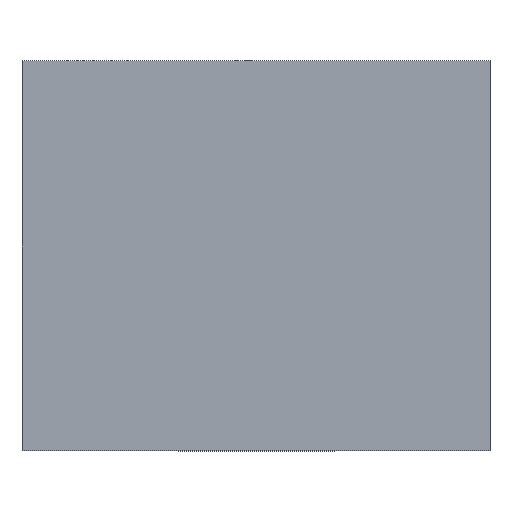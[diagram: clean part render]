
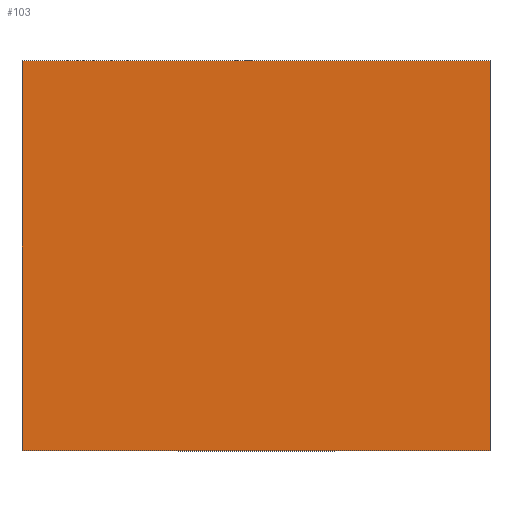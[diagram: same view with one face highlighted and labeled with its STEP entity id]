
A CAD part, top view. The second image highlights one B-rep face of the part: STEP entity #103.
In plain terms, the highlighted planar face has unit normal (0, 0, 1).
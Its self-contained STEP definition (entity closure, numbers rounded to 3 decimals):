
#103=ADVANCED_FACE('',(#183),#185,.T.);
#183=FACE_BOUND('',#184,.T.);
#184=EDGE_LOOP('',(#238,#239,#240,#241));
#185=PLANE('',#186);
#186=AXIS2_PLACEMENT_3D('',#187,#188,#189);
#187=CARTESIAN_POINT('',(-3.,0.,3.));
#188=DIRECTION('',(0.,0.,1.));
#189=DIRECTION('',(1.,0.,0.));
#238=ORIENTED_EDGE('',*,*,#282,.T.);
#239=ORIENTED_EDGE('',*,*,#283,.T.);
#240=ORIENTED_EDGE('',*,*,#284,.F.);
#241=ORIENTED_EDGE('',*,*,#280,.F.);
#280=EDGE_CURVE('',#313,#315,#316,.T.);
#282=EDGE_CURVE('',#313,#318,#319,.T.);
#283=EDGE_CURVE('',#318,#320,#321,.T.);
#284=EDGE_CURVE('',#315,#320,#322,.T.);
#313=VERTEX_POINT('',#379);
#315=VERTEX_POINT('',#383);
#316=LINE('',#384,#385);
#318=VERTEX_POINT('',#390);
#319=LINE('',#391,#392);
#320=VERTEX_POINT('',#394);
#321=LINE('',#395,#396);
#322=LINE('',#398,#399);
#379=CARTESIAN_POINT('',(-3.,0.,3.));
#383=CARTESIAN_POINT('',(-3.,5.,3.));
#384=CARTESIAN_POINT('',(-3.,0.,3.));
#385=VECTOR('',#386,1.);
#386=DIRECTION('',(0.,1.,0.));
#390=CARTESIAN_POINT('',(3.,0.,3.));
#391=CARTESIAN_POINT('',(-3.,0.,3.));
#392=VECTOR('',#393,1.);
#393=DIRECTION('',(1.,0.,0.));
#394=CARTESIAN_POINT('',(3.,5.,3.));
#395=CARTESIAN_POINT('',(3.,0.,3.));
#396=VECTOR('',#397,1.);
#397=DIRECTION('',(0.,1.,0.));
#398=CARTESIAN_POINT('',(-3.,5.,3.));
#399=VECTOR('',#400,1.);
#400=DIRECTION('',(1.,0.,0.));
